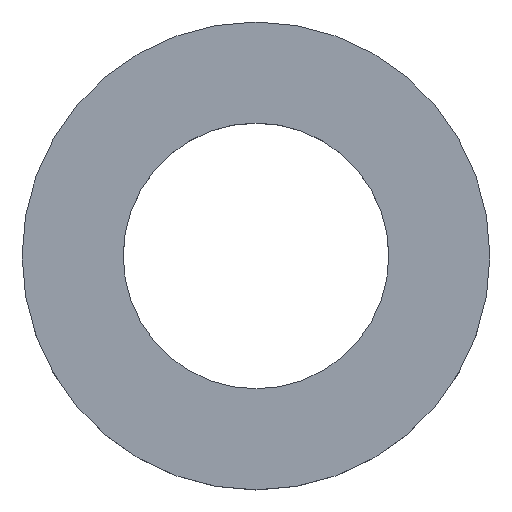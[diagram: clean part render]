
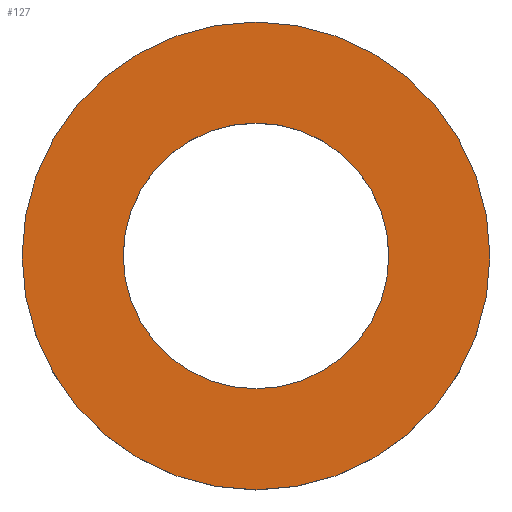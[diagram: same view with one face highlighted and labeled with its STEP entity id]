
A CAD part, top view. The second image highlights one B-rep face of the part: STEP entity #127.
In plain terms, the highlighted planar face has unit normal (0, 0, 1).
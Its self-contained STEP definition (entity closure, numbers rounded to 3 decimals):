
#1 = EDGE_CURVE ( 'NONE', #4, #30, #8, .T. ) ;
#3 = EDGE_CURVE ( 'NONE', #30, #4, #121, .T. ) ;
#4 = VERTEX_POINT ( 'NONE', #117 ) ;
#8 = CIRCLE ( 'NONE', #64, 5.11 ) ;
#9 = CARTESIAN_POINT ( 'NONE',  ( 0., 0., 0. ) ) ;
#10 = CARTESIAN_POINT ( 'NONE',  ( -5.11, 0., 0. ) ) ;
#30 = VERTEX_POINT ( 'NONE', #10 ) ;
#40 = EDGE_CURVE ( 'NONE', #147, #66, #156, .T. ) ;
#41 = ORIENTED_EDGE ( 'NONE', *, *, #3, .F. ) ;
#42 = ORIENTED_EDGE ( 'NONE', *, *, #65, .T. ) ;
#51 = CARTESIAN_POINT ( 'NONE',  ( 9., 0., 0. ) ) ;
#52 = DIRECTION ( 'NONE',  ( 1., 0., 0. ) ) ;
#53 = DIRECTION ( 'NONE',  ( 0., 0., 1. ) ) ;
#54 = AXIS2_PLACEMENT_3D ( 'NONE', #149, #53, #52 ) ;
#55 = CIRCLE ( 'NONE', #54, 9. ) ;
#61 = DIRECTION ( 'NONE',  ( 1., 0., 0. ) ) ;
#62 = DIRECTION ( 'NONE',  ( 0., 0., 1. ) ) ;
#63 = CARTESIAN_POINT ( 'NONE',  ( 0., 0., 0. ) ) ;
#64 = AXIS2_PLACEMENT_3D ( 'NONE', #63, #62, #61 ) ;
#65 = EDGE_CURVE ( 'NONE', #66, #147, #55, .T. ) ;
#66 = VERTEX_POINT ( 'NONE', #51 ) ;
#70 = CARTESIAN_POINT ( 'NONE',  ( -9., 0., 0. ) ) ;
#74 = DIRECTION ( 'NONE',  ( 1., 0., 0. ) ) ;
#75 = DIRECTION ( 'NONE',  ( 0., 0., 1. ) ) ;
#76 = CARTESIAN_POINT ( 'NONE',  ( 0., 0., 0. ) ) ;
#77 = AXIS2_PLACEMENT_3D ( 'NONE', #76, #75, #74 ) ;
#79 = PLANE ( 'NONE',  #77 ) ;
#80 = FACE_OUTER_BOUND ( 'NONE', #165, .T. ) ;
#86 = FACE_BOUND ( 'NONE', #164, .T. ) ;
#117 = CARTESIAN_POINT ( 'NONE',  ( 5.11, 0., 0. ) ) ;
#118 = DIRECTION ( 'NONE',  ( 1., 0., 0. ) ) ;
#119 = DIRECTION ( 'NONE',  ( 0., 0., 1. ) ) ;
#120 = AXIS2_PLACEMENT_3D ( 'NONE', #9, #119, #118 ) ;
#121 = CIRCLE ( 'NONE', #120, 5.11 ) ;
#126 = ORIENTED_EDGE ( 'NONE', *, *, #40, .T. ) ;
#127 = ADVANCED_FACE ( 'NONE', ( #86, #80 ), #79, .T. ) ;
#128 = ORIENTED_EDGE ( 'NONE', *, *, #1, .F. ) ;
#147 = VERTEX_POINT ( 'NONE', #70 ) ;
#149 = CARTESIAN_POINT ( 'NONE',  ( 0., 0., 0. ) ) ;
#152 = DIRECTION ( 'NONE',  ( 1., 0., 0. ) ) ;
#153 = DIRECTION ( 'NONE',  ( 0., 0., 1. ) ) ;
#154 = CARTESIAN_POINT ( 'NONE',  ( 0., 0., 0. ) ) ;
#155 = AXIS2_PLACEMENT_3D ( 'NONE', #154, #153, #152 ) ;
#156 = CIRCLE ( 'NONE', #155, 9. ) ;
#164 = EDGE_LOOP ( 'NONE', ( #128, #41 ) ) ;
#165 = EDGE_LOOP ( 'NONE', ( #42, #126 ) ) ;
